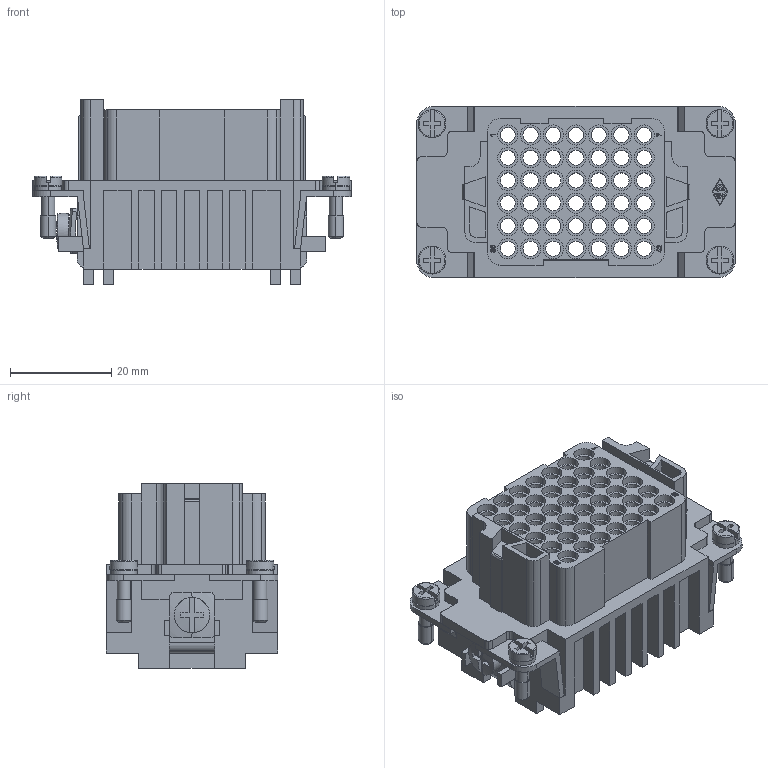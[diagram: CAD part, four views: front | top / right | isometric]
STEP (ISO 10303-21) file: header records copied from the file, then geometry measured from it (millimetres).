
FILE_DESCRIPTION((''),'2;1');
FILE_NAME('CDDF 42.stp','2006-12-14T14:32:47',('gembarski'),(''),'Autodesk Inventor 7','Autodesk Inventor 7','');
FILE_SCHEMA(('AUTOMOTIVE_DESIGN { 1 0 10303 214 1 1 1 1 }'));
Length unit declared in the file: millimetre
Products named in the file (1): CDDF 42
Bounding box: 63.1 x 34 x 36.5 mm (x, y, z)
Volume: 26299.7 mm3; surface area: 29950.9 mm2
Topology: 1 solids, 1 shells, 1068 faces, 2766 edges, 1795 vertices
Faces by surface type: plane 448, cylinder 348, bspline 256, torus 8, cone 4, sphere 4
Entity records: 33880 total; most frequent: CARTESIAN_POINT 7884, ORIENTED_EDGE 5540, DIRECTION 5045, EDGE_CURVE 2770, VERTEX_POINT 1795, VECTOR 1745, LINE 1745, AXIS2_PLACEMENT_3D 1650
